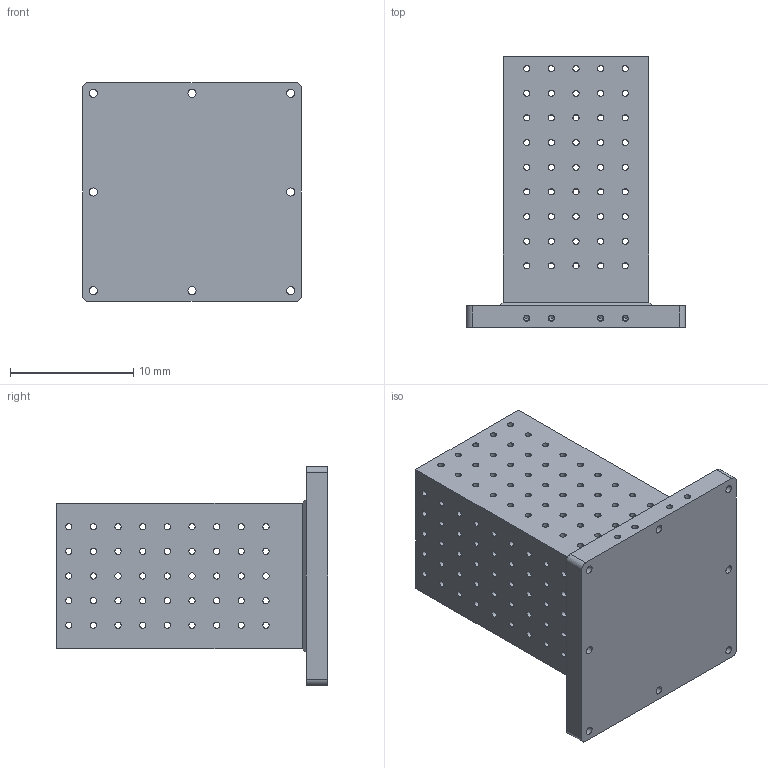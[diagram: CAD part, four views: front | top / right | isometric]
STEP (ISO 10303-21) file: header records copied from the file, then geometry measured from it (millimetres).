
FILE_DESCRIPTION(('produced by SPATIAL CORP'),'2;1');
FILE_NAME( 'ToolingBlock1.hh.sat.stp','2002-04-19T11:15:32+00:00',('SPATIAL CORP'),('SPATIAL CORP'),'ACIS STEP Husk','http://www.spatial.com','SPATIAL CORP' );
FILE_SCHEMA(('CONFIG_CONTROL_DESIGN'));
Length unit declared in the file: millimetre
Products named in the file (1): PRODUCT_ID_1
Bounding box: 17.75 x 22 x 17.75 mm (x, y, z)
Volume: 1569.6 mm3; surface area: 2780.7 mm2
Topology: 1 solids, 1 shells, 1036 faces, 2472 edges, 1628 vertices
Faces by surface type: cylinder 788, plane 216, cone 32
Entity records: 25580 total; most frequent: ORIENTED_EDGE 4912, CARTESIAN_POINT 3919, DIRECTION 3718, EDGE_CURVE 2456, VERTEX_POINT 1628, EDGE_LOOP 1618, FACE_BOUND 1618, AXIS2_PLACEMENT_3D 1427
